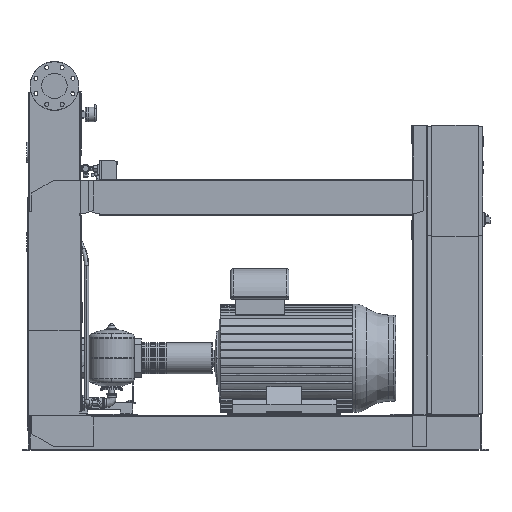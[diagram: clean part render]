
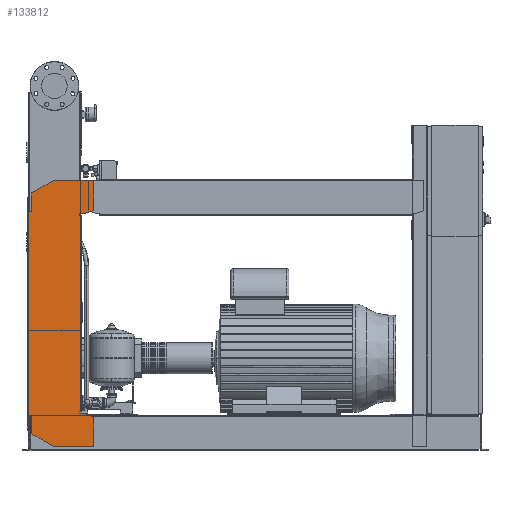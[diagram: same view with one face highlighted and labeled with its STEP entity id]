
A CAD part, front view. The second image highlights one B-rep face of the part: STEP entity #133812.
In plain terms, the highlighted free-form (B-spline) face has degree [1, 1] with [2, 2] control points.
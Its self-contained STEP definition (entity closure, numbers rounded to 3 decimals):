
#133297=CARTESIAN_POINT('',(-102.0,-463.5,1076.0));
#133298=VERTEX_POINT('',#133297);
#133305=CARTESIAN_POINT('',(-102.0,-463.5,1158.574));
#133306=VERTEX_POINT('',#133305);
#133307=CARTESIAN_POINT('',(-102.0,-463.5,1076.0));
#133308=DIRECTION('',(0.0,0.0,1.0));
#133309=VECTOR('',#133308,82.574);
#133310=LINE('',#133307,#133309);
#133311=EDGE_CURVE('',#133298,#133306,#133310,.T.);
#133329=CARTESIAN_POINT('',(-6.,-463.5,1214.0));
#133330=VERTEX_POINT('',#133329);
#133331=CARTESIAN_POINT('',(-102.0,-463.5,1158.574));
#133332=DIRECTION('',(0.866,0.0,0.5));
#133333=VECTOR('',#133332,110.851);
#133334=LINE('',#133331,#133333);
#133335=EDGE_CURVE('',#133306,#133330,#133334,.T.);
#133353=CARTESIAN_POINT('',(177.0,-463.5,1214.0));
#133354=VERTEX_POINT('',#133353);
#133355=CARTESIAN_POINT('',(-6.,-463.5,1214.0));
#133356=DIRECTION('',(1.0,0.0,0.0));
#133357=VECTOR('',#133356,183.0);
#133358=LINE('',#133355,#133357);
#133359=EDGE_CURVE('',#133330,#133354,#133358,.T.);
#133377=CARTESIAN_POINT('',(177.0,-463.5,1080.379));
#133378=VERTEX_POINT('',#133377);
#133379=CARTESIAN_POINT('',(177.0,-463.5,1214.0));
#133380=DIRECTION('',(0.0,0.0,-1.0));
#133381=VECTOR('',#133380,133.621);
#133382=LINE('',#133379,#133381);
#133383=EDGE_CURVE('',#133354,#133378,#133382,.T.);
#133401=CARTESIAN_POINT('',(132.,-463.5,1064.0));
#133402=VERTEX_POINT('',#133401);
#133403=CARTESIAN_POINT('',(177.0,-463.5,1080.379));
#133404=DIRECTION('',(-0.94,0.0,-0.342));
#133405=VECTOR('',#133404,47.888);
#133406=LINE('',#133403,#133405);
#133407=EDGE_CURVE('',#133378,#133402,#133406,.T.);
#133425=CARTESIAN_POINT('',(112.0,-463.5,1064.0));
#133426=VERTEX_POINT('',#133425);
#133427=CARTESIAN_POINT('',(132.,-463.5,1064.0));
#133428=DIRECTION('',(-1.0,0.0,0.0));
#133429=VECTOR('',#133428,20.);
#133430=LINE('',#133427,#133429);
#133431=EDGE_CURVE('',#133402,#133426,#133430,.T.);
#133449=CARTESIAN_POINT('',(112.0,-463.5,1056.0));
#133450=VERTEX_POINT('',#133449);
#133451=CARTESIAN_POINT('',(112.0,-463.5,1064.0));
#133452=DIRECTION('',(0.0,0.0,-1.0));
#133453=VECTOR('',#133452,8.0);
#133454=LINE('',#133451,#133453);
#133455=EDGE_CURVE('',#133426,#133450,#133454,.T.);
#133473=CARTESIAN_POINT('',(120.,-463.5,1056.0));
#133474=VERTEX_POINT('',#133473);
#133475=CARTESIAN_POINT('',(112.0,-463.5,1056.0));
#133476=DIRECTION('',(1.0,0.0,0.0));
#133477=VECTOR('',#133476,8.);
#133478=LINE('',#133475,#133477);
#133479=EDGE_CURVE('',#133450,#133474,#133478,.T.);
#133497=CARTESIAN_POINT('',(120.,-463.5,176.));
#133498=VERTEX_POINT('',#133497);
#133509=CARTESIAN_POINT('',(120.,-463.5,1056.0));
#133510=DIRECTION('',(0.0,0.0,-1.0));
#133511=VECTOR('',#133510,880.);
#133512=LINE('',#133509,#133511);
#133513=EDGE_CURVE('',#133474,#133498,#133512,.T.);
#133527=CARTESIAN_POINT('',(112.,-463.5,176.));
#133528=VERTEX_POINT('',#133527);
#133529=CARTESIAN_POINT('',(120.,-463.5,176.));
#133530=DIRECTION('',(-1.0,0.0,0.0));
#133531=VECTOR('',#133530,8.);
#133532=LINE('',#133529,#133531);
#133533=EDGE_CURVE('',#133498,#133528,#133532,.T.);
#133551=CARTESIAN_POINT('',(112.,-463.5,168.));
#133552=VERTEX_POINT('',#133551);
#133553=CARTESIAN_POINT('',(112.,-463.5,176.));
#133554=DIRECTION('',(0.0,0.0,-1.0));
#133555=VECTOR('',#133554,8.0);
#133556=LINE('',#133553,#133555);
#133557=EDGE_CURVE('',#133528,#133552,#133556,.T.);
#133575=CARTESIAN_POINT('',(132.,-463.5,168.));
#133576=VERTEX_POINT('',#133575);
#133577=CARTESIAN_POINT('',(112.,-463.5,168.));
#133578=DIRECTION('',(1.0,0.0,0.0));
#133579=VECTOR('',#133578,20.0);
#133580=LINE('',#133577,#133579);
#133581=EDGE_CURVE('',#133552,#133576,#133580,.T.);
#133599=CARTESIAN_POINT('',(177.,-463.5,151.621));
#133600=VERTEX_POINT('',#133599);
#133601=CARTESIAN_POINT('',(132.,-463.5,168.));
#133602=DIRECTION('',(0.94,0.0,-0.342));
#133603=VECTOR('',#133602,47.888);
#133604=LINE('',#133601,#133603);
#133605=EDGE_CURVE('',#133576,#133600,#133604,.T.);
#133623=CARTESIAN_POINT('',(177.,-463.5,18.0));
#133624=VERTEX_POINT('',#133623);
#133625=CARTESIAN_POINT('',(177.,-463.5,151.621));
#133626=DIRECTION('',(0.0,0.0,-1.0));
#133627=VECTOR('',#133626,133.621);
#133628=LINE('',#133625,#133627);
#133629=EDGE_CURVE('',#133600,#133624,#133628,.T.);
#133647=CARTESIAN_POINT('',(-4.,-463.5,18.0));
#133648=VERTEX_POINT('',#133647);
#133649=CARTESIAN_POINT('',(177.,-463.5,18.0));
#133650=DIRECTION('',(-1.0,0.0,0.0));
#133651=VECTOR('',#133650,181.);
#133652=LINE('',#133649,#133651);
#133653=EDGE_CURVE('',#133624,#133648,#133652,.T.);
#133671=CARTESIAN_POINT('',(-102.,-463.5,74.58));
#133672=VERTEX_POINT('',#133671);
#133673=CARTESIAN_POINT('',(-4.,-463.5,18.0));
#133674=DIRECTION('',(-0.866,0.,0.5));
#133675=VECTOR('',#133674,113.161);
#133676=LINE('',#133673,#133675);
#133677=EDGE_CURVE('',#133648,#133672,#133676,.T.);
#133695=CARTESIAN_POINT('',(-102.,-463.5,156.0));
#133696=VERTEX_POINT('',#133695);
#133697=CARTESIAN_POINT('',(-102.,-463.5,74.58));
#133698=DIRECTION('',(0.0,0.0,1.0));
#133699=VECTOR('',#133698,81.42);
#133700=LINE('',#133697,#133699);
#133701=EDGE_CURVE('',#133672,#133696,#133700,.T.);
#133719=CARTESIAN_POINT('',(-122.,-463.5,156.0));
#133720=VERTEX_POINT('',#133719);
#133721=CARTESIAN_POINT('',(-102.,-463.5,156.0));
#133722=DIRECTION('',(-1.0,0.0,0.0));
#133723=VECTOR('',#133722,20.0);
#133724=LINE('',#133721,#133723);
#133725=EDGE_CURVE('',#133696,#133720,#133724,.T.);
#133743=CARTESIAN_POINT('',(-122.0,-463.5,1076.0));
#133744=VERTEX_POINT('',#133743);
#133757=CARTESIAN_POINT('',(-122.,-463.5,156.0));
#133758=DIRECTION('',(0.0,0.0,1.0));
#133759=VECTOR('',#133758,920.0);
#133760=LINE('',#133757,#133759);
#133761=EDGE_CURVE('',#133720,#133744,#133760,.T.);
#133775=CARTESIAN_POINT('',(-122.0,-463.5,1076.0));
#133776=DIRECTION('',(1.0,0.0,0.0));
#133777=VECTOR('',#133776,20.0);
#133778=LINE('',#133775,#133777);
#133779=EDGE_CURVE('',#133744,#133298,#133778,.T.);
#133785=CARTESIAN_POINT('',(-122.,-463.5,18.0));
#133786=CARTESIAN_POINT('',(177.0,-463.5,18.0));
#133787=CARTESIAN_POINT('',(-122.,-463.5,1214.0));
#133788=CARTESIAN_POINT('',(177.0,-463.5,1214.0));
#133789=B_SPLINE_SURFACE_WITH_KNOTS('',1,1,((#133785,#133787),(#133786,#133788)),.UNSPECIFIED.,.F.,.F.,.U.,(2,2),(2,2),(0.0,299.),(0.0,1196.0),.UNSPECIFIED.);
#133790=ORIENTED_EDGE('',*,*,#133779,.F.);
#133791=ORIENTED_EDGE('',*,*,#133761,.F.);
#133792=ORIENTED_EDGE('',*,*,#133725,.F.);
#133793=ORIENTED_EDGE('',*,*,#133701,.F.);
#133794=ORIENTED_EDGE('',*,*,#133677,.F.);
#133795=ORIENTED_EDGE('',*,*,#133653,.F.);
#133796=ORIENTED_EDGE('',*,*,#133629,.F.);
#133797=ORIENTED_EDGE('',*,*,#133605,.F.);
#133798=ORIENTED_EDGE('',*,*,#133581,.F.);
#133799=ORIENTED_EDGE('',*,*,#133557,.F.);
#133800=ORIENTED_EDGE('',*,*,#133533,.F.);
#133801=ORIENTED_EDGE('',*,*,#133513,.F.);
#133802=ORIENTED_EDGE('',*,*,#133479,.F.);
#133803=ORIENTED_EDGE('',*,*,#133455,.F.);
#133804=ORIENTED_EDGE('',*,*,#133431,.F.);
#133805=ORIENTED_EDGE('',*,*,#133407,.F.);
#133806=ORIENTED_EDGE('',*,*,#133383,.F.);
#133807=ORIENTED_EDGE('',*,*,#133359,.F.);
#133808=ORIENTED_EDGE('',*,*,#133335,.F.);
#133809=ORIENTED_EDGE('',*,*,#133311,.F.);
#133810=EDGE_LOOP('',(#133790,#133791,#133792,#133793,#133794,#133795,#133796,#133797,#133798,#133799,#133800,#133801,#133802,#133803,#133804,#133805,#133806,#133807,#133808,#133809));
#133811=FACE_OUTER_BOUND('',#133810,.T.);
#133812=ADVANCED_FACE('',(#133811),#133789,.T.);
